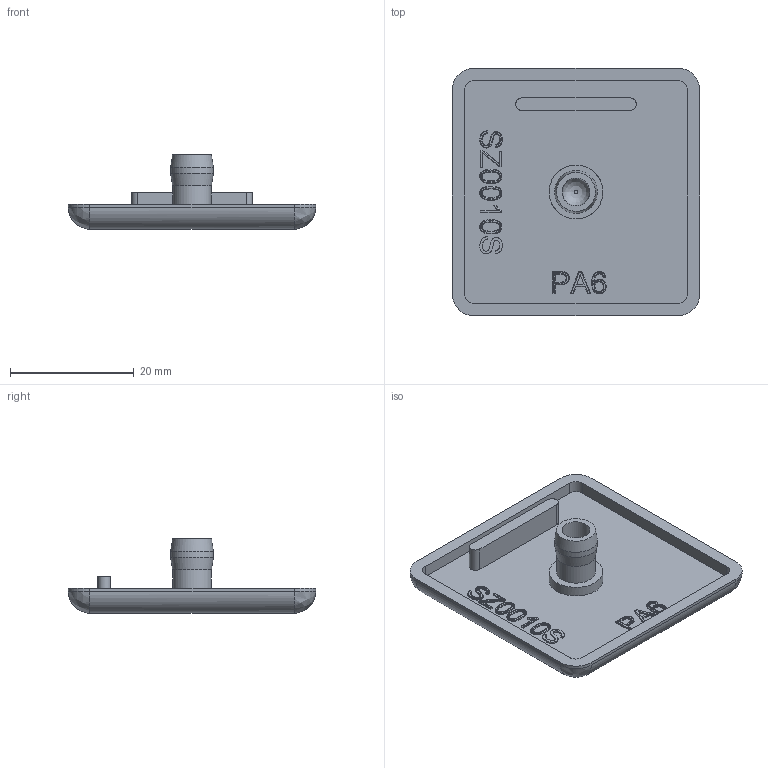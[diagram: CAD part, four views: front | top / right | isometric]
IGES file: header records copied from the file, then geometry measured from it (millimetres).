
Global section: file name: SZ0010S_A; native system: Autodesk Inventor 2015; preprocessor: unknown; date: 20151125.103557; units: millimetre
Bounding box: 40 x 40 x 12 mm (x, y, z)
Volume: 3799.9 mm3; surface area: 4359 mm2
Topology: 1 solids, 1 shells, 285 faces, 681 edges, 415 vertices
Faces by surface type: bspline 285
